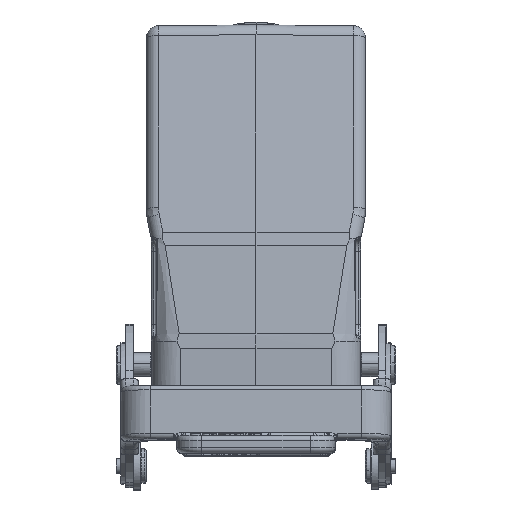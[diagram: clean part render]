
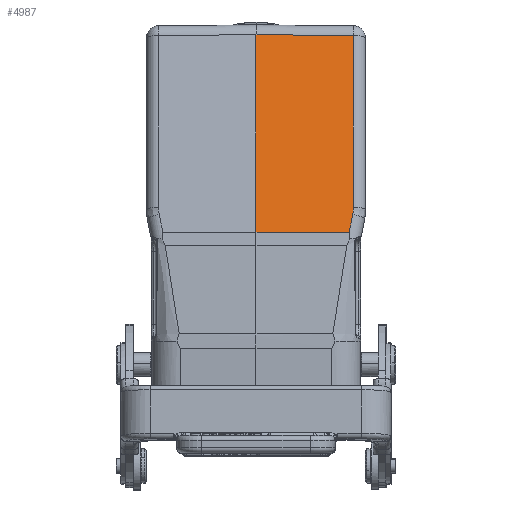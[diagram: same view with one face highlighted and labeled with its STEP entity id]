
A CAD part, top view. The second image highlights one B-rep face of the part: STEP entity #4987.
In plain terms, the highlighted planar face has unit normal (0.009, 0.19, 0.982).
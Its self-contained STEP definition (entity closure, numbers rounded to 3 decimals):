
#1566=B_SPLINE_CURVE_WITH_KNOTS('',3,(#54386,#54387,#54388,#54389),
 .UNSPECIFIED.,.F.,.F.,(4,4),(0.,1.),.UNSPECIFIED.);
#4987=ADVANCED_FACE('',(#7593),#6321,.T.);
#6321=PLANE('',#34197);
#7593=FACE_OUTER_BOUND('',#9478,.T.);
#9478=EDGE_LOOP('',(#15892,#15893,#15894,#15895,#15896,#15897));
#15892=ORIENTED_EDGE('',*,*,#25965,.F.);
#15893=ORIENTED_EDGE('',*,*,#25966,.T.);
#15894=ORIENTED_EDGE('',*,*,#25967,.F.);
#15895=ORIENTED_EDGE('',*,*,#25968,.T.);
#15896=ORIENTED_EDGE('',*,*,#25969,.T.);
#15897=ORIENTED_EDGE('',*,*,#25970,.F.);
#21915=VERTEX_POINT('',#54390);
#21916=VERTEX_POINT('',#54391);
#21917=VERTEX_POINT('',#54393);
#21918=VERTEX_POINT('',#54395);
#21919=VERTEX_POINT('',#54397);
#21920=VERTEX_POINT('',#54399);
#25965=EDGE_CURVE('',#21915,#21916,#1566,.T.);
#25966=EDGE_CURVE('',#21915,#21917,#29277,.T.);
#25967=EDGE_CURVE('',#21918,#21917,#29278,.T.);
#25968=EDGE_CURVE('',#21918,#21919,#29279,.T.);
#25969=EDGE_CURVE('',#21919,#21920,#29280,.T.);
#25970=EDGE_CURVE('',#21916,#21920,#29281,.T.);
#29277=LINE('',#54392,#31650);
#29278=LINE('',#54394,#31651);
#29279=LINE('',#54396,#31652);
#29280=LINE('',#54398,#31653);
#29281=LINE('',#54400,#31654);
#31650=VECTOR('',#40427,1.);
#31651=VECTOR('',#40428,1.);
#31652=VECTOR('',#40429,1.);
#31653=VECTOR('',#40430,1.);
#31654=VECTOR('',#40431,1.);
#34197=AXIS2_PLACEMENT_3D('',#54401,#40432,#40433);
#40427=DIRECTION('',(0.,0.982,-0.19));
#40428=DIRECTION('',(1.,-0.009,-0.007));
#40429=DIRECTION('',(0.,-0.982,0.19));
#40430=DIRECTION('',(1.,0.,-0.009));
#40431=DIRECTION('',(-0.193,-0.963,0.188));
#40432=DIRECTION('',(0.009,0.19,0.982));
#40433=DIRECTION('',(0.,-0.982,0.19));
#54386=CARTESIAN_POINT('',(20.022,-16.12,43.323));
#54387=CARTESIAN_POINT('',(20.022,-16.614,43.419));
#54388=CARTESIAN_POINT('',(19.973,-17.107,43.514));
#54389=CARTESIAN_POINT('',(19.876,-17.591,43.609));
#54390=CARTESIAN_POINT('',(20.022,-16.12,43.323));
#54391=CARTESIAN_POINT('',(19.876,-17.591,43.609));
#54392=CARTESIAN_POINT('',(20.022,-16.12,43.323));
#54393=CARTESIAN_POINT('',(20.022,19.215,36.497));
#54394=CARTESIAN_POINT('',(0.,19.39,36.641));
#54395=CARTESIAN_POINT('',(0.,19.39,36.641));
#54396=CARTESIAN_POINT('',(0.,19.39,36.641));
#54397=CARTESIAN_POINT('',(0.,-21.241,44.49));
#54398=CARTESIAN_POINT('',(0.,-21.241,44.49));
#54399=CARTESIAN_POINT('',(19.146,-21.241,44.32));
#54400=CARTESIAN_POINT('',(19.876,-17.591,43.609));
#54401=CARTESIAN_POINT('',(10.011,-0.942,40.48));
